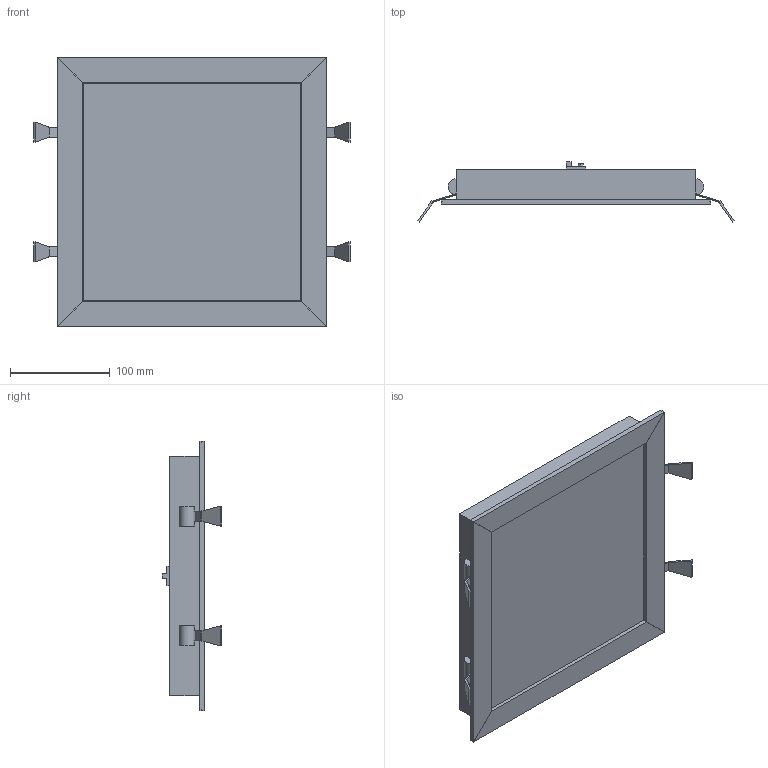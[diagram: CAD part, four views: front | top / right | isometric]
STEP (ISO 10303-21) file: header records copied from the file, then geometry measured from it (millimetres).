
FILE_DESCRIPTION (( 'STEP AP214' ), '1' );
FILE_NAME ('DLK LED.STEP', '2018-07-17T03:54:16', ( '' ), ( '' ), 'SwSTEP 2.0', 'SolidWorks 2013', '' );
FILE_SCHEMA (( 'AUTOMOTIVE_DESIGN' ));
Length unit declared in the file: millimetre
Products named in the file (1): DLK LED
Bounding box: 316.75 x 60 x 270 mm (x, y, z)
Volume: 1958740 mm3; surface area: 194621.4 mm2
Topology: 5 solids, 5 shells, 142 faces, 356 edges, 232 vertices
Faces by surface type: plane 134, cylinder 8
Entity records: 5048 total; most frequent: CARTESIAN_POINT 731, ORIENTED_EDGE 712, DIRECTION 674, EDGE_CURVE 356, LINE 324, VECTOR 324, VERTEX_POINT 232, AXIS2_PLACEMENT_3D 175
